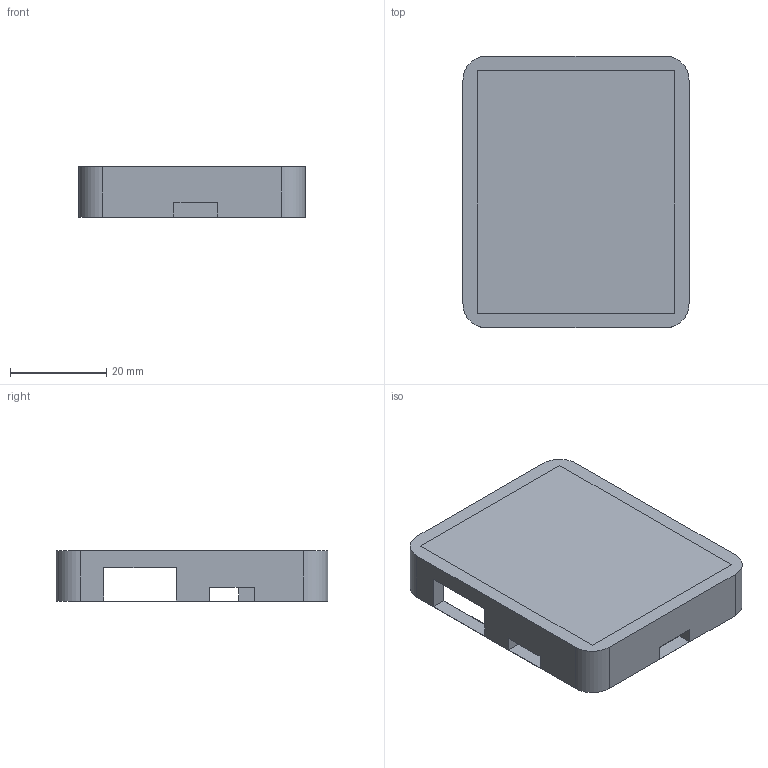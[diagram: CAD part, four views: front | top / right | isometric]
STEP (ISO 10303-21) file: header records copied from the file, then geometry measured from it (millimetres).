
FILE_DESCRIPTION(/* description */ (''),/* implementation_level */ '2;1');
FILE_NAME(/* name */ 'lid.step',/* time_stamp */ '2025-07-29T13:54:28-04:00',/* author */ (''),/* organization */ (''),/* preprocessor_version */ 'ST-DEVELOPER v20.1',/* originating_system */ 'Autodesk Translation Framework v14.10.0.0',/* authorisation */ '');
FILE_SCHEMA (('AUTOMOTIVE_DESIGN { 1 0 10303 214 3 1 1 }'));
Length unit declared in the file: millimetre
Products named in the file (2): 2025-07-28-13-30-02-977; 2025-07-28-17-18-53-342
Assembly tree (1 placements, depth 2):
  2025-07-28-13-30-02-977
    2025-07-28-17-18-53-342
Bounding box: 47 x 56.5 x 10.5 mm (x, y, z)
Volume: 9152.1 mm3; surface area: 9464.9 mm2
Topology: 2 solids, 2 shells, 42 faces, 117 edges, 72 vertices
Faces by surface type: plane 38, cylinder 4
Entity records: 1377 total; most frequent: ORIENTED_EDGE 234, CARTESIAN_POINT 234, DIRECTION 215, EDGE_CURVE 117, LINE 109, VECTOR 109, VERTEX_POINT 72, AXIS2_PLACEMENT_3D 53
